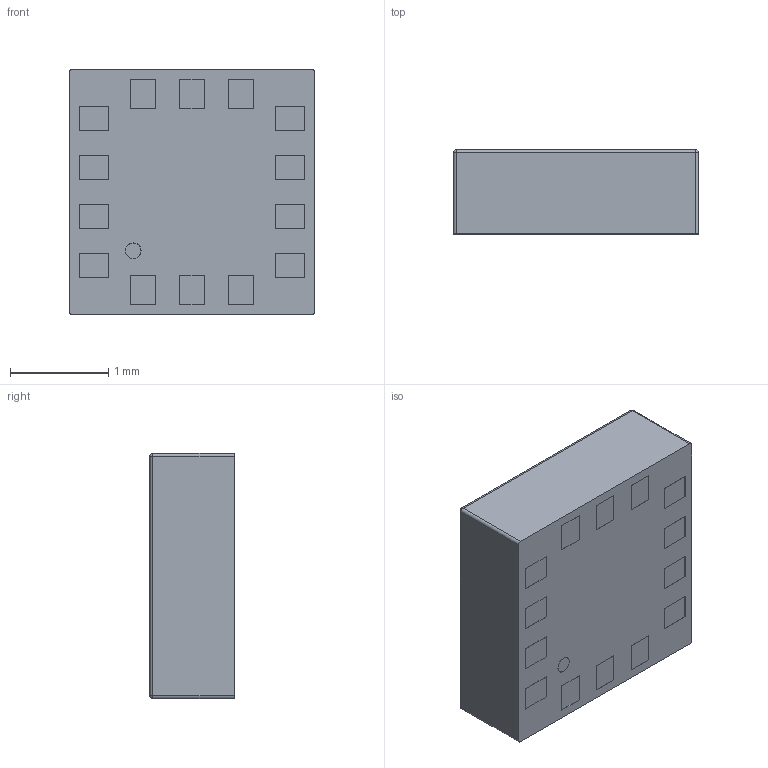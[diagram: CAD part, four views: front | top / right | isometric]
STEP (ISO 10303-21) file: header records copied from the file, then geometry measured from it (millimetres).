
FILE_DESCRIPTION (( 'STEP AP214' ), '1' );
FILE_NAME ('LIS25BATR.STEP', '2024-04-01T07:20:13', ( 'Tashadra' ), ( '' ), 'SwSTEP 2.0', 'SolidWorks 2016', '' );
FILE_SCHEMA (( 'AUTOMOTIVE_DESIGN' ));
Length unit declared in the file: millimetre
Products named in the file (1): LIS25BATR
Bounding box: 2.5 x 0.86 x 2.5 mm (x, y, z)
Volume: 5.4 mm3; surface area: 29.4 mm2
Topology: 16 solids, 16 shells, 182 faces, 394 edges, 256 vertices
Faces by surface type: plane 164, cylinder 14, sphere 4
Entity records: 5963 total; most frequent: CARTESIAN_POINT 829, DIRECTION 784, ORIENTED_EDGE 780, EDGE_CURVE 390, VECTOR 362, LINE 362, VERTEX_POINT 256, AXIS2_PLACEMENT_3D 211
